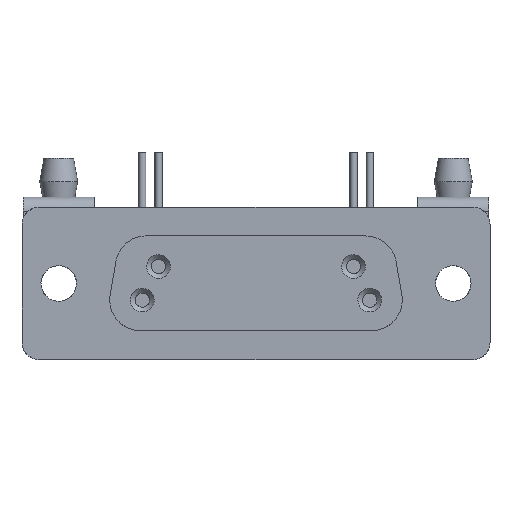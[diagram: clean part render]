
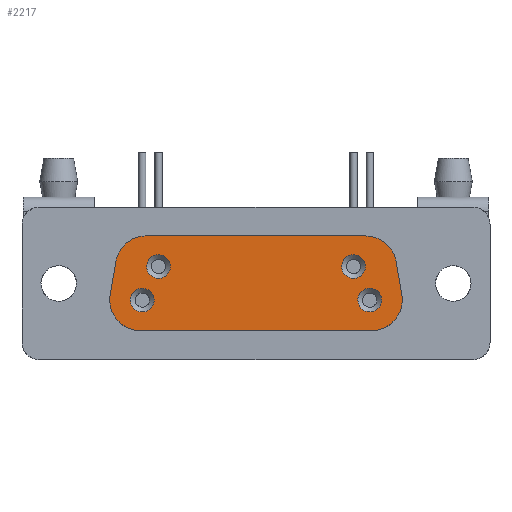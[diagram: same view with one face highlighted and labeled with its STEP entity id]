
A CAD part, top view. The second image highlights one B-rep face of the part: STEP entity #2217.
In plain terms, the highlighted free-form (B-spline) face has degree [1, 1] with [2, 2] control points.
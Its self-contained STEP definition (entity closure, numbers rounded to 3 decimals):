
#1848=CARTESIAN_POINT('V103',(8.23,-3.58,
   6.3));
#1849=VERTEX_POINT('V103',#1848);
#1855=CARTESIAN_POINT('E143',(8.23,-3.58,
   6.3));
#1856=CARTESIAN_POINT('E143',(6.498,-3.58,
   6.3));
#1857=CARTESIAN_POINT('E143',(7.364,-2.08,
   6.3));
#1858=CARTESIAN_POINT('E143',(8.23,-0.58,
   6.3));
#1859=CARTESIAN_POINT('E143',(9.096,-2.08,
   6.3));
#1860=CARTESIAN_POINT('E143',(9.962,-3.58,
   6.3));
#1861=CARTESIAN_POINT('E143',(8.23,-3.58,
   6.3));
#1869=(BOUNDED_CURVE()B_SPLINE_CURVE(2,(#1855,#1856,#1857,#1858,
   #1859,#1860,#1861),.CIRCULAR_ARC.,.T.,.U.)
   B_SPLINE_CURVE_WITH_KNOTS((3,2,2,3),(0.0,4.899,
   9.798,14.697),.UNSPECIFIED.)CURVE()
   GEOMETRIC_REPRESENTATION_ITEM()RATIONAL_B_SPLINE_CURVE((1.0,
   0.5,1.0,0.5,1.0,0.5,1.0)
   )REPRESENTATION_ITEM('E143'));
#1870=EDGE_CURVE('E143',#1849,#1849,#1869,.T.);
#1926=CARTESIAN_POINT('V104',(-8.23,-3.58,
   6.3));
#1927=VERTEX_POINT('V104',#1926);
#1933=CARTESIAN_POINT('E144',(-8.23,-3.58,
   6.3));
#1934=CARTESIAN_POINT('E144',(-9.962,-3.58,
   6.3));
#1935=CARTESIAN_POINT('E144',(-9.096,-2.08,
   6.3));
#1936=CARTESIAN_POINT('E144',(-8.23,-0.58,
   6.3));
#1937=CARTESIAN_POINT('E144',(-7.364,-2.08,
   6.3));
#1938=CARTESIAN_POINT('E144',(-6.498,-3.58,
   6.3));
#1939=CARTESIAN_POINT('E144',(-8.23,-3.58,
   6.3));
#1947=(BOUNDED_CURVE()B_SPLINE_CURVE(2,(#1933,#1934,#1935,#1936,
   #1937,#1938,#1939),.CIRCULAR_ARC.,.T.,.U.)
   B_SPLINE_CURVE_WITH_KNOTS((3,2,2,3),(0.0,4.899,
   9.798,14.697),.UNSPECIFIED.)CURVE()
   GEOMETRIC_REPRESENTATION_ITEM()RATIONAL_B_SPLINE_CURVE((1.0,
   0.5,1.0,0.5,1.0,0.5,1.0)
   )REPRESENTATION_ITEM('E144'));
#1948=EDGE_CURVE('E144',#1927,#1927,#1947,.T.);
#2004=CARTESIAN_POINT('V105',(9.6,-6.42,
   6.3));
#2005=VERTEX_POINT('V105',#2004);
#2011=CARTESIAN_POINT('E145',(9.6,-6.42,
   6.3));
#2012=CARTESIAN_POINT('E145',(7.868,-6.42,
   6.3));
#2013=CARTESIAN_POINT('E145',(8.734,-4.92,
   6.3));
#2014=CARTESIAN_POINT('E145',(9.6,-3.42,
   6.3));
#2015=CARTESIAN_POINT('E145',(10.466,-4.92,
   6.3));
#2016=CARTESIAN_POINT('E145',(11.332,-6.42,
   6.3));
#2017=CARTESIAN_POINT('E145',(9.6,-6.42,
   6.3));
#2025=(BOUNDED_CURVE()B_SPLINE_CURVE(2,(#2011,#2012,#2013,#2014,
   #2015,#2016,#2017),.CIRCULAR_ARC.,.T.,.U.)
   B_SPLINE_CURVE_WITH_KNOTS((3,2,2,3),(0.0,4.899,
   9.798,14.697),.UNSPECIFIED.)CURVE()
   GEOMETRIC_REPRESENTATION_ITEM()RATIONAL_B_SPLINE_CURVE((1.0,
   0.5,1.0,0.5,1.0,0.5,1.0)
   )REPRESENTATION_ITEM('E145'));
#2026=EDGE_CURVE('E145',#2005,#2005,#2025,.T.);
#2082=CARTESIAN_POINT('V106',(-9.6,-6.42,
   6.3));
#2083=VERTEX_POINT('V106',#2082);
#2089=CARTESIAN_POINT('E146',(-9.6,-6.42,
   6.3));
#2090=CARTESIAN_POINT('E146',(-11.332,-6.42,
   6.3));
#2091=CARTESIAN_POINT('E146',(-10.466,-4.92,
   6.3));
#2092=CARTESIAN_POINT('E146',(-9.6,-3.42,
   6.3));
#2093=CARTESIAN_POINT('E146',(-8.734,-4.92,
   6.3));
#2094=CARTESIAN_POINT('E146',(-7.868,-6.42,
   6.3));
#2095=CARTESIAN_POINT('E146',(-9.6,-6.42,
   6.3));
#2103=(BOUNDED_CURVE()B_SPLINE_CURVE(2,(#2089,#2090,#2091,#2092,
   #2093,#2094,#2095),.CIRCULAR_ARC.,.T.,.U.)
   B_SPLINE_CURVE_WITH_KNOTS((3,2,2,3),(0.0,4.899,
   9.798,14.697),.UNSPECIFIED.)CURVE()
   GEOMETRIC_REPRESENTATION_ITEM()RATIONAL_B_SPLINE_CURVE((1.0,
   0.5,1.0,0.5,1.0,0.5,1.0)
   )REPRESENTATION_ITEM('E146'));
#2104=EDGE_CURVE('E146',#2083,#2083,#2103,.T.);
#2110=CARTESIAN_POINT('F44',(-13.572,-8.4,
   6.3));
#2111=CARTESIAN_POINT('F44',(13.572,-8.4,
   6.3));
#2112=CARTESIAN_POINT('F44',(-13.572,0.4,
   6.3));
#2113=CARTESIAN_POINT('F44',(13.572,0.4,
   6.3));
#2114=QUASI_UNIFORM_SURFACE('F44',1,1,((#2110,#2112),(#2111,#2113))
,.PLANE_SURF.,.F.,.F.,.U.);
#2115=CARTESIAN_POINT('V95',(9.256,0.0,6.3)
   );
#2116=VERTEX_POINT('V95',#2115);
#2117=CARTESIAN_POINT('V96',(11.817,-2.149,
   6.3));
#2118=VERTEX_POINT('V96',#2117);
#2119=CARTESIAN_POINT('E135',(9.256,0.,
   6.3));
#2120=CARTESIAN_POINT('E135',(11.438,0.,
   6.3));
#2121=CARTESIAN_POINT('E135',(11.817,-2.149,
   6.3));
#2129=(BOUNDED_CURVE()B_SPLINE_CURVE(2,(#2119,#2120,#2121),
   .CIRCULAR_ARC.,.F.,.U.)CURVE()GEOMETRIC_REPRESENTATION_ITEM()
   QUASI_UNIFORM_CURVE()RATIONAL_B_SPLINE_CURVE((1.0,
   0.766,1.0))REPRESENTATION_ITEM('E135'));
#2130=EDGE_CURVE('E135',#2116,#2118,#2129,.T.);
#2131=ORIENTED_EDGE('E135',*,*,#2130,.F.);
#2132=CARTESIAN_POINT('V97',(-9.256,0.0,
   6.3));
#2133=VERTEX_POINT('V97',#2132);
#2134=CARTESIAN_POINT('E136',(-9.256,0.0,
   6.3));
#2135=CARTESIAN_POINT('E136',(9.256,0.0,
   6.3));
#2136=B_SPLINE_CURVE_WITH_KNOTS('E136',1,(#2134,#2135),
   .POLYLINE_FORM.,.F.,.U.,(2,2),(0.0,2.939),
   .UNSPECIFIED.);
#2137=EDGE_CURVE('E136',#2133,#2116,#2136,.T.);
#2138=ORIENTED_EDGE('E136',*,*,#2137,.F.);
#2139=CARTESIAN_POINT('V98',(-11.817,-2.149,
   6.3));
#2140=VERTEX_POINT('V98',#2139);
#2141=CARTESIAN_POINT('E137',(-11.817,-2.149,
   6.3));
#2142=CARTESIAN_POINT('E137',(-11.438,0.,
   6.3));
#2143=CARTESIAN_POINT('E137',(-9.256,0.0,
   6.3));
#2151=(BOUNDED_CURVE()B_SPLINE_CURVE(2,(#2141,#2142,#2143),
   .CIRCULAR_ARC.,.F.,.U.)CURVE()GEOMETRIC_REPRESENTATION_ITEM()
   QUASI_UNIFORM_CURVE()RATIONAL_B_SPLINE_CURVE((1.0,
   0.766,1.0))REPRESENTATION_ITEM('E137'));
#2152=EDGE_CURVE('E137',#2140,#2133,#2151,.T.);
#2153=ORIENTED_EDGE('E137',*,*,#2152,.F.);
#2154=CARTESIAN_POINT('V99',(-12.311,-4.949,
   6.3));
#2155=VERTEX_POINT('V99',#2154);
#2156=CARTESIAN_POINT('E138',(-12.311,-4.949,
   6.3));
#2157=CARTESIAN_POINT('E138',(-11.817,-2.149,
   6.3));
#2158=QUASI_UNIFORM_CURVE('E138',1,(#2156,#2157),.POLYLINE_FORM.,.F.,
   .U.);
#2159=EDGE_CURVE('E138',#2155,#2140,#2158,.T.);
#2160=ORIENTED_EDGE('E138',*,*,#2159,.F.);
#2161=CARTESIAN_POINT('V100',(-9.75,-8.0,
   6.3));
#2162=VERTEX_POINT('V100',#2161);
#2163=CARTESIAN_POINT('E139',(-9.75,-8.0,
   6.3));
#2164=CARTESIAN_POINT('E139',(-12.849,-8.0,
   6.3));
#2165=CARTESIAN_POINT('E139',(-12.311,-4.949,
   6.3));
#2173=(BOUNDED_CURVE()B_SPLINE_CURVE(2,(#2163,#2164,#2165),
   .CIRCULAR_ARC.,.F.,.U.)CURVE()GEOMETRIC_REPRESENTATION_ITEM()
   QUASI_UNIFORM_CURVE()RATIONAL_B_SPLINE_CURVE((1.0,
   0.643,1.0))REPRESENTATION_ITEM('E139'));
#2174=EDGE_CURVE('E139',#2162,#2155,#2173,.T.);
#2175=ORIENTED_EDGE('E139',*,*,#2174,.F.);
#2176=CARTESIAN_POINT('V101',(9.75,-8.0,
   6.3));
#2177=VERTEX_POINT('V101',#2176);
#2178=CARTESIAN_POINT('E140',(9.75,-8.0,
   6.3));
#2179=CARTESIAN_POINT('E140',(-9.75,-8.0,
   6.3));
#2180=B_SPLINE_CURVE_WITH_KNOTS('E140',1,(#2178,#2179),
   .POLYLINE_FORM.,.F.,.U.,(2,2),(0.0,3.095),
   .UNSPECIFIED.);
#2181=EDGE_CURVE('E140',#2177,#2162,#2180,.T.);
#2182=ORIENTED_EDGE('E140',*,*,#2181,.F.);
#2183=CARTESIAN_POINT('V102',(12.311,-4.949,
   6.3));
#2184=VERTEX_POINT('V102',#2183);
#2185=CARTESIAN_POINT('E141',(12.311,-4.949,
   6.3));
#2186=CARTESIAN_POINT('E141',(12.849,-8.0,
   6.3));
#2187=CARTESIAN_POINT('E141',(9.75,-8.0,
   6.3));
#2195=(BOUNDED_CURVE()B_SPLINE_CURVE(2,(#2185,#2186,#2187),
   .CIRCULAR_ARC.,.F.,.U.)CURVE()GEOMETRIC_REPRESENTATION_ITEM()
   QUASI_UNIFORM_CURVE()RATIONAL_B_SPLINE_CURVE((1.0,
   0.643,1.0))REPRESENTATION_ITEM('E141'));
#2196=EDGE_CURVE('E141',#2184,#2177,#2195,.T.);
#2197=ORIENTED_EDGE('E141',*,*,#2196,.F.);
#2198=CARTESIAN_POINT('E142',(11.817,-2.149,
   6.3));
#2199=CARTESIAN_POINT('E142',(12.311,-4.949,
   6.3));
#2200=QUASI_UNIFORM_CURVE('E142',1,(#2198,#2199),.POLYLINE_FORM.,.F.,
   .U.);
#2201=EDGE_CURVE('E142',#2118,#2184,#2200,.T.);
#2202=ORIENTED_EDGE('E142',*,*,#2201,.F.);
#2203=EDGE_LOOP('F44',(#2131,#2138,#2153,#2160,#2175,#2182,#2197,
   #2202));
#2204=FACE_OUTER_BOUND('F44',#2203,.T.);
#2205=ORIENTED_EDGE('E146',*,*,#2104,.T.);
#2206=EDGE_LOOP('F44',(#2205));
#2207=FACE_BOUND('F44',#2206,.T.);
#2208=ORIENTED_EDGE('E145',*,*,#2026,.T.);
#2209=EDGE_LOOP('F44',(#2208));
#2210=FACE_BOUND('F44',#2209,.T.);
#2211=ORIENTED_EDGE('E144',*,*,#1948,.T.);
#2212=EDGE_LOOP('F44',(#2211));
#2213=FACE_BOUND('F44',#2212,.T.);
#2214=ORIENTED_EDGE('E143',*,*,#1870,.T.);
#2215=EDGE_LOOP('F44',(#2214));
#2216=FACE_BOUND('F44',#2215,.T.);
#2217=ADVANCED_FACE('F44',(#2204,#2207,#2210,#2213,#2216),#2114,.T.
   );
